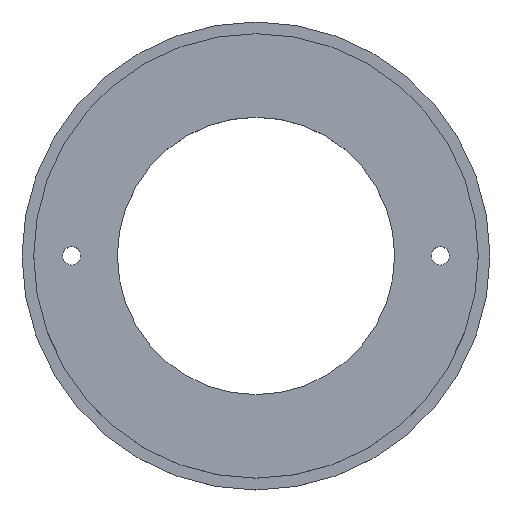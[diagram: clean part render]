
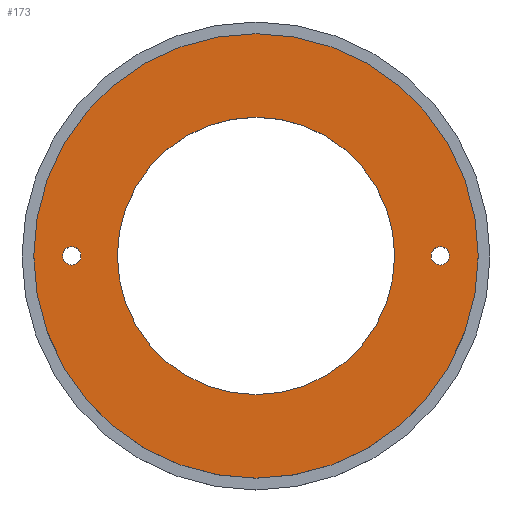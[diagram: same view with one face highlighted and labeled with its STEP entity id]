
A CAD part, top view. The second image highlights one B-rep face of the part: STEP entity #173.
In plain terms, the highlighted planar face has unit normal (0, 0, 1).
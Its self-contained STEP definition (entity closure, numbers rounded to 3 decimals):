
#22=FACE_BOUND('',#47,.T.);
#23=FACE_BOUND('',#48,.T.);
#24=FACE_BOUND('',#49,.T.);
#29=PLANE('',#217);
#37=FACE_OUTER_BOUND('',#46,.T.);
#46=EDGE_LOOP('',(#150,#151));
#47=EDGE_LOOP('',(#152));
#48=EDGE_LOOP('',(#153));
#49=EDGE_LOOP('',(#154));
#66=CIRCLE('',#198,1.);
#69=CIRCLE('',#202,1.);
#76=CIRCLE('',#212,15.05);
#78=CIRCLE('',#215,24.125);
#79=CIRCLE('',#216,24.125);
#85=VERTEX_POINT('',#289);
#88=VERTEX_POINT('',#297);
#95=VERTEX_POINT('',#316);
#97=VERTEX_POINT('',#322);
#98=VERTEX_POINT('',#323);
#102=EDGE_CURVE('',#85,#85,#66,.T.);
#106=EDGE_CURVE('',#88,#88,#69,.T.);
#114=EDGE_CURVE('',#95,#95,#76,.T.);
#117=EDGE_CURVE('',#97,#98,#78,.T.);
#118=EDGE_CURVE('',#98,#97,#79,.T.);
#150=ORIENTED_EDGE('',*,*,#117,.T.);
#151=ORIENTED_EDGE('',*,*,#118,.T.);
#152=ORIENTED_EDGE('',*,*,#102,.T.);
#153=ORIENTED_EDGE('',*,*,#106,.T.);
#154=ORIENTED_EDGE('',*,*,#114,.T.);
#173=ADVANCED_FACE('',(#37,#22,#23,#24),#29,.T.);
#198=AXIS2_PLACEMENT_3D('',#291,#231,#232);
#202=AXIS2_PLACEMENT_3D('',#299,#240,#241);
#212=AXIS2_PLACEMENT_3D('',#317,#261,#262);
#215=AXIS2_PLACEMENT_3D('',#324,#268,#269);
#216=AXIS2_PLACEMENT_3D('',#325,#270,#271);
#217=AXIS2_PLACEMENT_3D('',#327,#273,#274);
#231=DIRECTION('center_axis',(0.,0.,-1.));
#232=DIRECTION('ref_axis',(1.,0.,0.));
#240=DIRECTION('center_axis',(0.,0.,-1.));
#241=DIRECTION('ref_axis',(1.,0.,0.));
#261=DIRECTION('center_axis',(0.,0.,-1.));
#262=DIRECTION('ref_axis',(-1.,0.,0.));
#268=DIRECTION('center_axis',(0.,0.,1.));
#269=DIRECTION('ref_axis',(1.,0.,0.));
#270=DIRECTION('center_axis',(0.,0.,1.));
#271=DIRECTION('ref_axis',(1.,0.,0.));
#273=DIRECTION('center_axis',(0.,0.,1.));
#274=DIRECTION('ref_axis',(1.,0.,0.));
#289=CARTESIAN_POINT('',(-21.,0.,5.5));
#291=CARTESIAN_POINT('Origin',(-20.,0.,5.5));
#297=CARTESIAN_POINT('',(19.,0.,5.5));
#299=CARTESIAN_POINT('Origin',(20.,0.,5.5));
#316=CARTESIAN_POINT('',(15.05,0.,5.5));
#317=CARTESIAN_POINT('Origin',(0.,0.,5.5));
#322=CARTESIAN_POINT('',(24.125,0.,5.5));
#323=CARTESIAN_POINT('',(-24.125,0.,5.5));
#324=CARTESIAN_POINT('Origin',(0.,0.,5.5));
#325=CARTESIAN_POINT('Origin',(0.,0.,5.5));
#327=CARTESIAN_POINT('Origin',(0.,0.,5.5));
